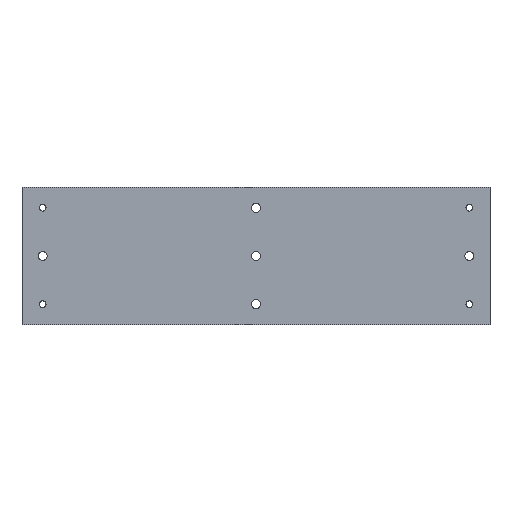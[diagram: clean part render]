
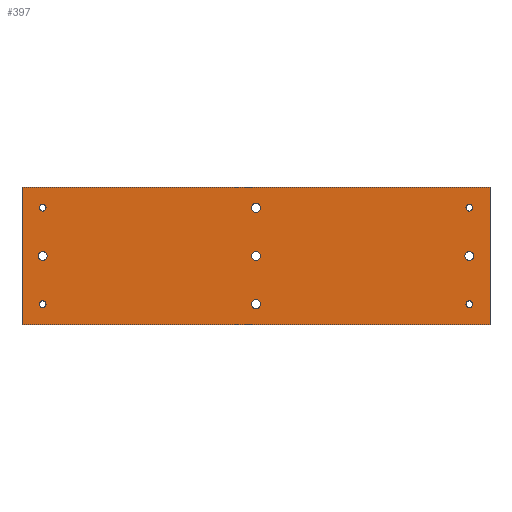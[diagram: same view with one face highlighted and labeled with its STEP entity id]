
A CAD part, top view. The second image highlights one B-rep face of the part: STEP entity #397.
In plain terms, the highlighted planar face has unit normal (0, 0, 1).
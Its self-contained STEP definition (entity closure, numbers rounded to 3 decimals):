
#18=LINE('',#656,#30);
#21=LINE('',#662,#33);
#24=LINE('',#668,#36);
#27=LINE('',#672,#39);
#30=VECTOR('',#553,100.);
#33=VECTOR('',#558,340.);
#36=VECTOR('',#563,100.);
#39=VECTOR('',#568,340.);
#82=FACE_BOUND('',#169,.T.);
#83=FACE_BOUND('',#170,.T.);
#84=FACE_BOUND('',#171,.T.);
#85=FACE_BOUND('',#172,.T.);
#86=FACE_BOUND('',#173,.T.);
#87=FACE_BOUND('',#174,.T.);
#88=FACE_BOUND('',#175,.T.);
#89=FACE_BOUND('',#176,.T.);
#90=FACE_BOUND('',#177,.T.);
#115=FACE_OUTER_BOUND('',#168,.T.);
#168=EDGE_LOOP('',(#349,#350,#351,#352));
#169=EDGE_LOOP('',(#353));
#170=EDGE_LOOP('',(#354));
#171=EDGE_LOOP('',(#355));
#172=EDGE_LOOP('',(#356));
#173=EDGE_LOOP('',(#357));
#174=EDGE_LOOP('',(#358));
#175=EDGE_LOOP('',(#359));
#176=EDGE_LOOP('',(#360));
#177=EDGE_LOOP('',(#361));
#181=CIRCLE('',#406,3.3);
#185=CIRCLE('',#413,3.3);
#189=CIRCLE('',#420,3.3);
#193=CIRCLE('',#427,3.3);
#197=CIRCLE('',#434,3.3);
#199=CIRCLE('',#437,2.459);
#201=CIRCLE('',#440,2.459);
#203=CIRCLE('',#443,2.459);
#205=CIRCLE('',#446,2.459);
#209=VERTEX_POINT('',#583);
#213=VERTEX_POINT('',#594);
#217=VERTEX_POINT('',#605);
#221=VERTEX_POINT('',#616);
#225=VERTEX_POINT('',#627);
#227=VERTEX_POINT('',#632);
#229=VERTEX_POINT('',#637);
#231=VERTEX_POINT('',#642);
#233=VERTEX_POINT('',#647);
#236=VERTEX_POINT('',#653);
#237=VERTEX_POINT('',#655);
#239=VERTEX_POINT('',#661);
#241=VERTEX_POINT('',#667);
#245=EDGE_CURVE('',#209,#209,#181,.T.);
#249=EDGE_CURVE('',#213,#213,#185,.T.);
#253=EDGE_CURVE('',#217,#217,#189,.T.);
#257=EDGE_CURVE('',#221,#221,#193,.T.);
#261=EDGE_CURVE('',#225,#225,#197,.T.);
#263=EDGE_CURVE('',#227,#227,#199,.T.);
#265=EDGE_CURVE('',#229,#229,#201,.T.);
#267=EDGE_CURVE('',#231,#231,#203,.T.);
#269=EDGE_CURVE('',#233,#233,#205,.T.);
#272=EDGE_CURVE('',#237,#236,#18,.T.);
#275=EDGE_CURVE('',#239,#237,#21,.T.);
#278=EDGE_CURVE('',#241,#239,#24,.T.);
#281=EDGE_CURVE('',#236,#241,#27,.T.);
#349=ORIENTED_EDGE('',*,*,#281,.T.);
#350=ORIENTED_EDGE('',*,*,#278,.T.);
#351=ORIENTED_EDGE('',*,*,#275,.T.);
#352=ORIENTED_EDGE('',*,*,#272,.T.);
#353=ORIENTED_EDGE('',*,*,#245,.T.);
#354=ORIENTED_EDGE('',*,*,#249,.T.);
#355=ORIENTED_EDGE('',*,*,#253,.T.);
#356=ORIENTED_EDGE('',*,*,#257,.T.);
#357=ORIENTED_EDGE('',*,*,#261,.T.);
#358=ORIENTED_EDGE('',*,*,#263,.T.);
#359=ORIENTED_EDGE('',*,*,#265,.T.);
#360=ORIENTED_EDGE('',*,*,#267,.T.);
#361=ORIENTED_EDGE('',*,*,#269,.T.);
#372=PLANE('',#452);
#397=ADVANCED_FACE('',(#115,#82,#83,#84,#85,#86,#87,#88,#89,#90),#372,.T.);
#406=AXIS2_PLACEMENT_3D('',#584,#467,#468);
#413=AXIS2_PLACEMENT_3D('',#595,#481,#482);
#420=AXIS2_PLACEMENT_3D('',#606,#495,#496);
#427=AXIS2_PLACEMENT_3D('',#617,#509,#510);
#434=AXIS2_PLACEMENT_3D('',#628,#523,#524);
#437=AXIS2_PLACEMENT_3D('',#633,#529,#530);
#440=AXIS2_PLACEMENT_3D('',#638,#535,#536);
#443=AXIS2_PLACEMENT_3D('',#643,#541,#542);
#446=AXIS2_PLACEMENT_3D('',#648,#547,#548);
#452=AXIS2_PLACEMENT_3D('',#674,#571,#572);
#467=DIRECTION('center_axis',(0.,0.,-1.));
#468=DIRECTION('ref_axis',(-1.,0.,0.));
#481=DIRECTION('center_axis',(0.,0.,-1.));
#482=DIRECTION('ref_axis',(-1.,0.,0.));
#495=DIRECTION('center_axis',(0.,0.,-1.));
#496=DIRECTION('ref_axis',(-1.,0.,0.));
#509=DIRECTION('center_axis',(0.,0.,-1.));
#510=DIRECTION('ref_axis',(-1.,0.,0.));
#523=DIRECTION('center_axis',(0.,0.,-1.));
#524=DIRECTION('ref_axis',(-1.,0.,0.));
#529=DIRECTION('center_axis',(0.,0.,-1.));
#530=DIRECTION('ref_axis',(-1.,0.,0.));
#535=DIRECTION('center_axis',(0.,0.,-1.));
#536=DIRECTION('ref_axis',(1.,0.,0.));
#541=DIRECTION('center_axis',(0.,0.,-1.));
#542=DIRECTION('ref_axis',(-1.,0.,0.));
#547=DIRECTION('center_axis',(0.,0.,-1.));
#548=DIRECTION('ref_axis',(1.,0.,0.));
#553=DIRECTION('',(0.,1.,0.));
#558=DIRECTION('',(1.,0.,0.));
#563=DIRECTION('',(0.,-1.,0.));
#568=DIRECTION('',(-1.,0.,0.));
#571=DIRECTION('center_axis',(0.,0.,1.));
#572=DIRECTION('ref_axis',(1.,0.,0.));
#583=CARTESIAN_POINT('',(3.3,-35.,10.));
#584=CARTESIAN_POINT('Origin',(0.,-35.,10.));
#594=CARTESIAN_POINT('',(3.3,0.,10.));
#595=CARTESIAN_POINT('Origin',(0.,0.,10.));
#605=CARTESIAN_POINT('',(-151.7,0.,10.));
#606=CARTESIAN_POINT('Origin',(-155.,0.,10.));
#616=CARTESIAN_POINT('',(3.3,35.,10.));
#617=CARTESIAN_POINT('Origin',(0.,35.,10.));
#627=CARTESIAN_POINT('',(158.3,0.,10.));
#628=CARTESIAN_POINT('Origin',(155.,0.,10.));
#632=CARTESIAN_POINT('',(152.542,-35.,10.));
#633=CARTESIAN_POINT('Origin',(155.,-35.,10.));
#637=CARTESIAN_POINT('',(-152.542,-35.,10.));
#638=CARTESIAN_POINT('Origin',(-155.,-35.,10.));
#642=CARTESIAN_POINT('',(152.542,35.,10.));
#643=CARTESIAN_POINT('Origin',(155.,35.,10.));
#647=CARTESIAN_POINT('',(-152.542,35.,10.));
#648=CARTESIAN_POINT('Origin',(-155.,35.,10.));
#653=CARTESIAN_POINT('',(170.,50.,10.));
#655=CARTESIAN_POINT('',(170.,-50.,10.));
#656=CARTESIAN_POINT('',(170.,50.,10.));
#661=CARTESIAN_POINT('',(-170.,-50.,10.));
#662=CARTESIAN_POINT('',(170.,-50.,10.));
#667=CARTESIAN_POINT('',(-170.,50.,10.));
#668=CARTESIAN_POINT('',(-170.,-50.,10.));
#672=CARTESIAN_POINT('',(-170.,50.,10.));
#674=CARTESIAN_POINT('Origin',(0.,0.,10.));
